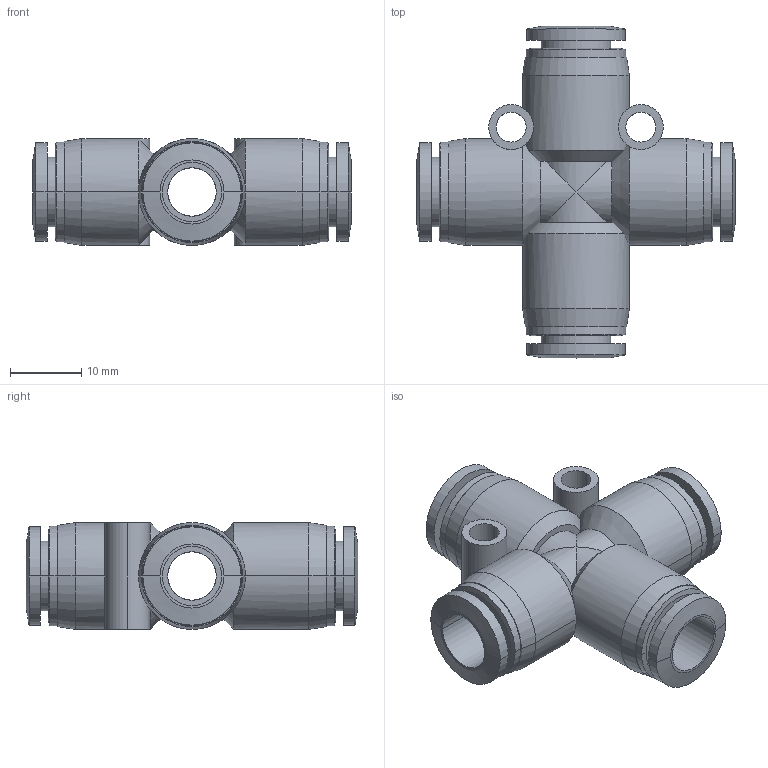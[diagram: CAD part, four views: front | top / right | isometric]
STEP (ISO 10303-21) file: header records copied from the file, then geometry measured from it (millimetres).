
FILE_DESCRIPTION (( 'STEP AP214' ), '1' );
FILE_NAME ('UX8M.STEP', '2019-08-01T20:10:04', ( '' ), ( '' ), 'SwSTEP 2.0', 'SolidWorks 2018', '' );
FILE_SCHEMA (( 'AUTOMOTIVE_DESIGN' ));
Length unit declared in the file: inch
Products named in the file (1): UX8M
Bounding box: 44.69 x 46.59 x 15 mm (x, y, z)
Volume: 8220.8 mm3; surface area: 7273.4 mm2
Topology: 1 solids, 1 shells, 124 faces, 290 edges, 182 vertices
Faces by surface type: cylinder 64, cone 32, plane 28
Entity records: 3874 total; most frequent: CARTESIAN_POINT 989, DIRECTION 620, ORIENTED_EDGE 580, EDGE_CURVE 290, AXIS2_PLACEMENT_3D 265, VERTEX_POINT 182, EDGE_LOOP 148, CIRCLE 140
